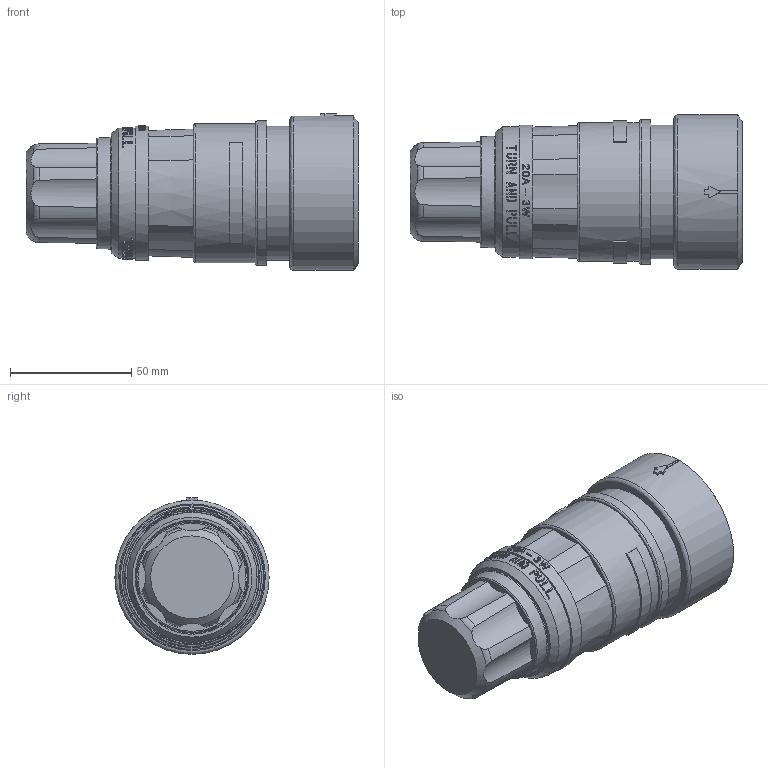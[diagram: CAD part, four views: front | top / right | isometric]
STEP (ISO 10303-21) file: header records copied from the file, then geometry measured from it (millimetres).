
FILE_DESCRIPTION (( 'STEP AP214' ), '1' );
FILE_NAME ('CATSTD-27W48-000-M01.STEP', '2020-07-15T18:00:18', ( '' ), ( '' ), 'SwSTEP 2.0', 'SolidWorks 2017', '' );
FILE_SCHEMA (( 'AUTOMOTIVE_DESIGN' ));
Length unit declared in the file: inch
Products named in the file (2): CATSTD-27W48-000-M01
Bounding box: 136.73 x 63.5 x 64.52 mm (x, y, z)
Volume: 267845.7 mm3; surface area: 35821.2 mm2
Topology: 1 solids, 1 shells, 1027 faces, 2880 edges, 1948 vertices
Faces by surface type: plane 774, cylinder 137, bspline 91, cone 25
Full cylindrical faces by diameter (mm): 5.791 x3, 6.35 x3, 46.025 x1, 52.375 x1, 53.569 x1, 55.143 x2, 55.575 x1, 57.15 x1, 59.498 x1, 63.5 x1
Entity records: 52684 total; most frequent: CARTESIAN_POINT 18396, ORIENTED_EDGE 5688, DIRECTION 3495, EDGE_CURVE 2844, VERTEX_POINT 1940, VECTOR 1437, LINE 1437, B_SPLINE_CURVE_WITH_KNOTS 1289
